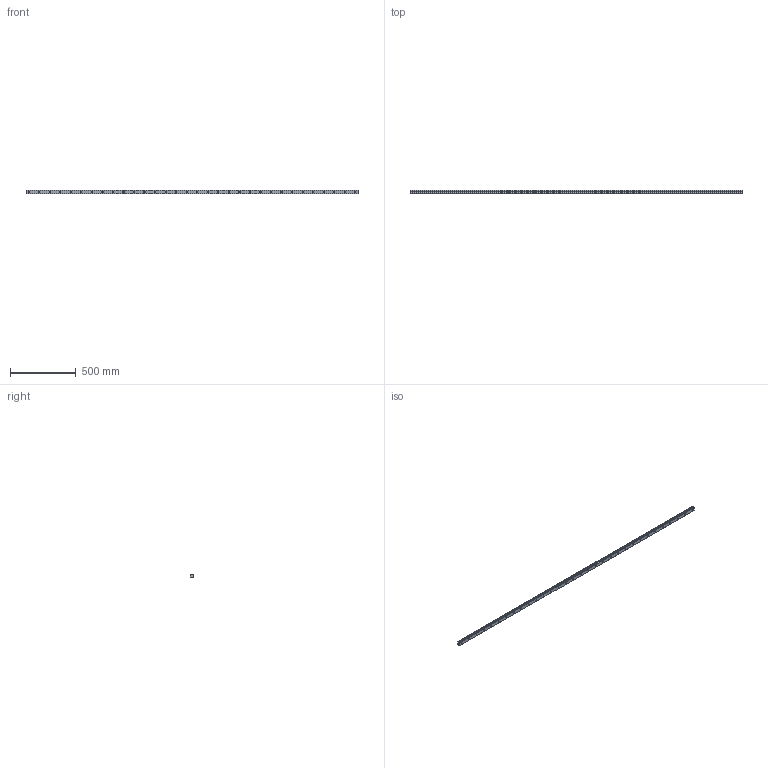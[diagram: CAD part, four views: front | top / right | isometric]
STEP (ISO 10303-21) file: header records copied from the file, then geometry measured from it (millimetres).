
FILE_DESCRIPTION (( 'STEP AP214' ), '1' );
FILE_NAME ('SHS30C1SS-2520L_G20_0_B-M6F_1207_0_0_0_1.STEP', '2021-06-21T13:00:10', ( '' ), ( '' ), 'SwSTEP 2.0', 'SolidWorks 2021', '' );
FILE_SCHEMA (( 'AUTOMOTIVE_DESIGN' ));
Length unit declared in the file: millimetre
Products named in the file (2): _SHS30C252020 Track; SHS30C1SS-2520L_G20_0_B-M6F_1207_0_0_0_1
Assembly tree (1 placements, depth 2):
  SHS30C1SS-2520L_G20_0_B-M6F_1207_0_0_0_1
    _SHS30C252020 Track
Bounding box: 2520 x 23 x 28 mm (x, y, z)
Volume: 1380195.2 mm3; surface area: 283379.6 mm2
Topology: 1 solids, 1 shells, 197 faces, 489 edges, 326 vertices
Faces by surface type: cylinder 149, plane 48
Entity records: 6215 total; most frequent: DIRECTION 1189, CARTESIAN_POINT 1016, ORIENTED_EDGE 978, AXIS2_PLACEMENT_3D 499, EDGE_CURVE 489, VERTEX_POINT 326, CIRCLE 298, EDGE_LOOP 293
